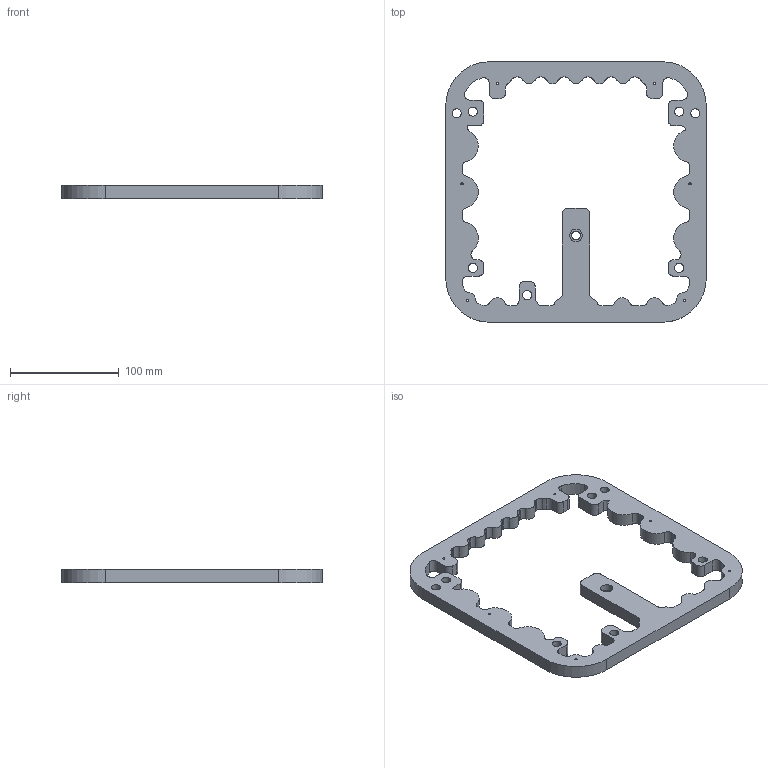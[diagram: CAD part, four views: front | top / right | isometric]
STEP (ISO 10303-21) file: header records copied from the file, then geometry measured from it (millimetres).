
FILE_DESCRIPTION(/* description */ (''),/* implementation_level */ '2;1');
FILE_NAME(/* name */ 'Cabinet layer 2 - v6 v10.step',/* time_stamp */ '2022-07-11T21:05:51+02:00',/* author */ (''),/* organization */ (''),/* preprocessor_version */ 'ST-DEVELOPER v19',/* originating_system */ 'Autodesk Translation Framework v11.7.0.108',/* authorisation */ '');
FILE_SCHEMA (('CONFIG_CONTROL_DESIGN','AUTOMOTIVE_DESIGN { 1 0 10303 214 3 1 1 }'));
Length unit declared in the file: millimetre
Products named in the file (1): 5R9GCA
Bounding box: 240 x 240 x 12 mm (x, y, z)
Volume: 238128.9 mm3; surface area: 68655.8 mm2
Topology: 1 solids, 1 shells, 157 faces, 462 edges, 308 vertices
Faces by surface type: cylinder 111, plane 46
Full cylindrical faces by diameter (mm): 2 x6, 8.1 x1, 8.4 x7, 11.5 x1
Entity records: 5438 total; most frequent: DIRECTION 1000, CARTESIAN_POINT 928, ORIENTED_EDGE 924, EDGE_CURVE 462, AXIS2_PLACEMENT_3D 380, VERTEX_POINT 308, LINE 240, VECTOR 240
